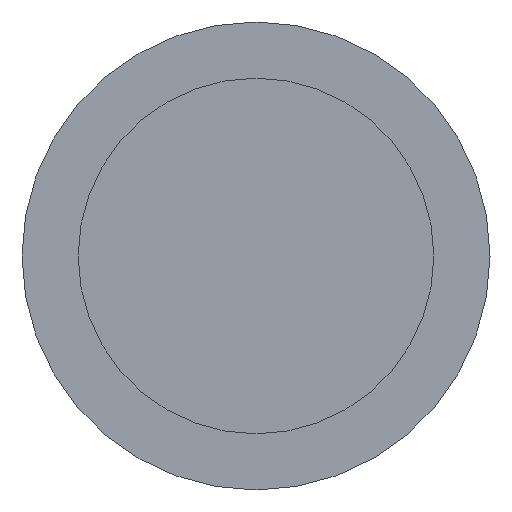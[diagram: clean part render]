
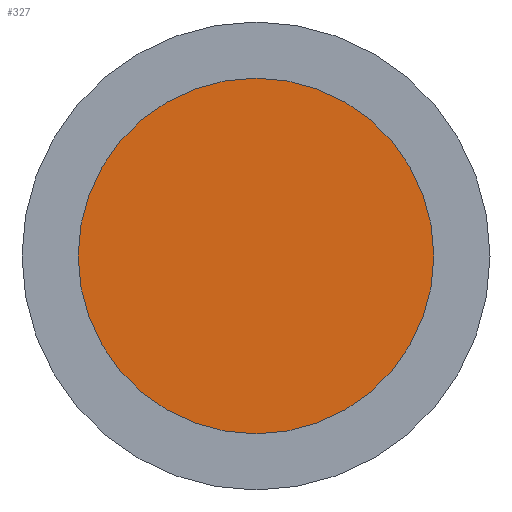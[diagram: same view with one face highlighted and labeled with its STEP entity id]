
A CAD part, left-side view. The second image highlights one B-rep face of the part: STEP entity #327.
In plain terms, the highlighted planar face has unit normal (-1, 0, 0).
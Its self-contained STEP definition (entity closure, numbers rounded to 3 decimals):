
#112=CARTESIAN_POINT('',(-12.7,0.,0.));
#113=DIRECTION('',(1.,0.,0.));
#114=DIRECTION('',(0.,0.,-1.));
#115=AXIS2_PLACEMENT_3D('',#112,#113,#114);
#117=CARTESIAN_POINT('',(-12.7,0.,0.));
#118=DIRECTION('',(1.,0.,0.));
#119=DIRECTION('',(0.,0.,1.));
#120=AXIS2_PLACEMENT_3D('',#117,#118,#119);
#154=CARTESIAN_POINT('',(-12.7,0.,-2.413));
#155=CARTESIAN_POINT('',(-12.7,0.,2.413));
#156=VERTEX_POINT('',#154);
#157=VERTEX_POINT('',#155);
#317=CARTESIAN_POINT('',(-12.7,0.,0.));
#318=DIRECTION('',(-1.,0.,0.));
#319=DIRECTION('',(0.,0.,1.));
#320=AXIS2_PLACEMENT_3D('',#317,#318,#319);
#321=PLANE('',#320);
#322=ORIENTED_EDGE('',*,*,#307,.T.);
#324=ORIENTED_EDGE('',*,*,#323,.T.);
#325=EDGE_LOOP('',(#322,#324));
#326=FACE_OUTER_BOUND('',#325,.F.);
#327=ADVANCED_FACE('',(#326),#321,.T.);
#116=CIRCLE('',#115,2.413);
#121=CIRCLE('',#120,2.413);
#307=EDGE_CURVE('',#156,#157,#116,.T.);
#323=EDGE_CURVE('',#157,#156,#121,.T.);
